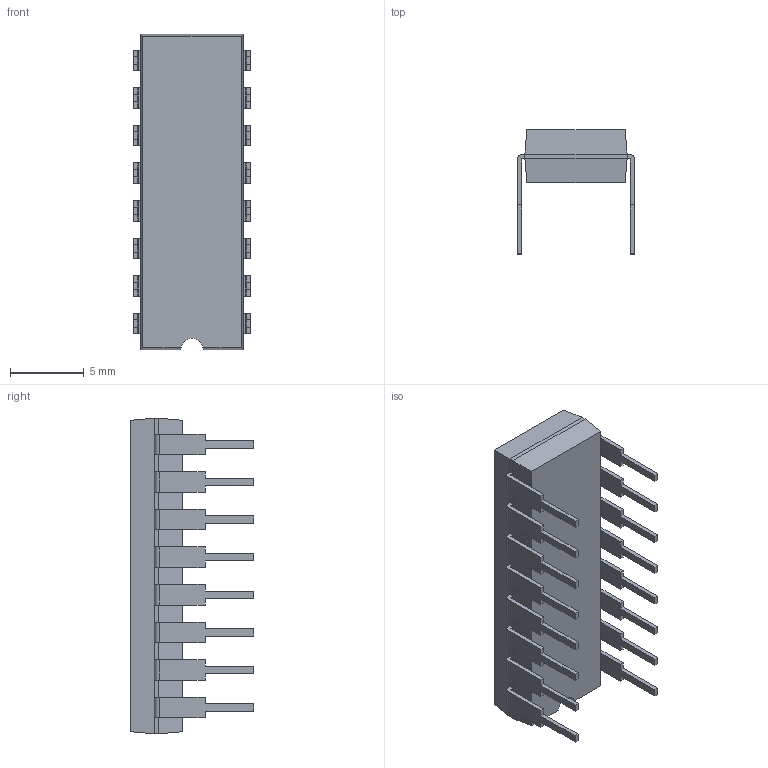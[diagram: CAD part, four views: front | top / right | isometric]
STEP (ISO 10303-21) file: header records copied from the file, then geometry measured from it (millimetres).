
FILE_DESCRIPTION (( 'STEP AP214' ), '1' );
FILE_NAME ('LM13700N_NOPB.STEP', '2024-07-26T16:38:56', ( '' ), ( '' ), 'SwSTEP 2.0', 'SolidWorks 2021', '' );
FILE_SCHEMA (( 'AUTOMOTIVE_DESIGN' ));
Length unit declared in the file: millimetre
Products named in the file (1): LM13700N_NOPB
Bounding box: 7.9 x 8.38 x 21.34 mm (x, y, z)
Volume: 539.4 mm3; surface area: 767.9 mm2
Topology: 17 solids, 17 shells, 244 faces, 622 edges, 412 vertices
Faces by surface type: plane 209, cylinder 35
Entity records: 7446 total; most frequent: CARTESIAN_POINT 1303, ORIENTED_EDGE 1244, DIRECTION 1170, EDGE_CURVE 622, LINE 548, VECTOR 548, VERTEX_POINT 412, AXIS2_PLACEMENT_3D 311
